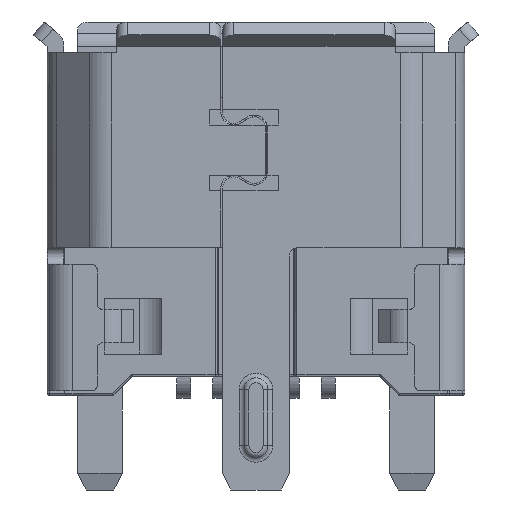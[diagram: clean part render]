
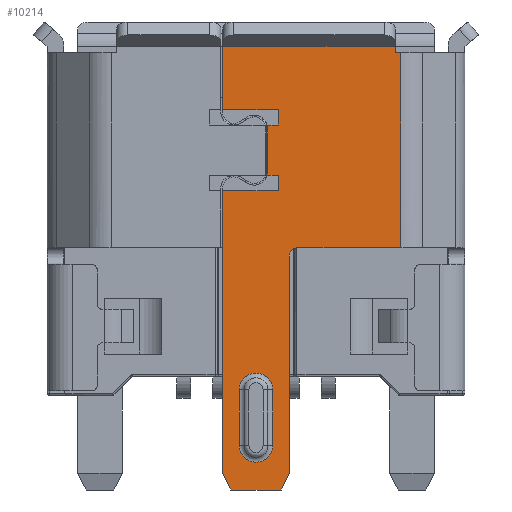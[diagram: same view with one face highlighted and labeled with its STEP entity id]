
A CAD part, front view. The second image highlights one B-rep face of the part: STEP entity #10214.
In plain terms, the highlighted planar face has unit normal (0, -1, 0).
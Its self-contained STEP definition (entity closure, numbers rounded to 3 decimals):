
#38=FACE_BOUND('',#1553,.T.);
#531=PLANE('',#11102);
#993=FACE_OUTER_BOUND('',#1552,.T.);
#1552=EDGE_LOOP('',(#8660,#8661,#8662,#8663,#8664,#8665,#8666,#8667,#8668,
#8669,#8670,#8671,#8672,#8673,#8674,#8675,#8676,#8677,#8678,#8679,#8680));
#1553=EDGE_LOOP('',(#8681,#8682,#8683,#8684));
#1765=LINE('',#14432,#2794);
#1780=LINE('',#14471,#2809);
#2519=LINE('',#16859,#3548);
#2521=LINE('',#16863,#3550);
#2529=LINE('',#16878,#3558);
#2530=LINE('',#16880,#3559);
#2531=LINE('',#16882,#3560);
#2532=LINE('',#16883,#3561);
#2533=LINE('',#16884,#3562);
#2534=LINE('',#16886,#3563);
#2535=LINE('',#16888,#3564);
#2536=LINE('',#16890,#3565);
#2537=LINE('',#16894,#3566);
#2538=LINE('',#16898,#3567);
#2539=LINE('',#16900,#3568);
#2540=LINE('',#16902,#3569);
#2541=LINE('',#16904,#3570);
#2542=LINE('',#16905,#3571);
#2543=LINE('',#16908,#3572);
#2544=LINE('',#16912,#3573);
#2794=VECTOR('',#11436,1.141);
#2809=VECTOR('',#11467,0.119);
#3548=VECTOR('',#13512,0.335);
#3550=VECTOR('',#13516,0.9);
#3558=VECTOR('',#13530,3.9);
#3559=VECTOR('',#13531,1.846);
#3560=VECTOR('',#13532,3.5);
#3561=VECTOR('',#13533,0.096);
#3562=VECTOR('',#13534,3.1);
#3563=VECTOR('',#13535,1.);
#3564=VECTOR('',#13536,0.277);
#3565=VECTOR('',#13537,0.206);
#3566=VECTOR('',#13540,0.796);
#3567=VECTOR('',#13543,0.206);
#3568=VECTOR('',#13544,0.277);
#3569=VECTOR('',#13545,1.);
#3570=VECTOR('',#13546,5.072);
#3571=VECTOR('',#13547,0.335);
#3572=VECTOR('',#13548,1.);
#3573=VECTOR('',#13551,1.);
#3991=CIRCLE('',#10762,0.15);
#4125=CIRCLE('',#11103,0.23);
#4126=CIRCLE('',#11104,0.23);
#4127=CIRCLE('',#11105,0.3);
#4128=CIRCLE('',#11106,0.3);
#4239=VERTEX_POINT('',#14429);
#4240=VERTEX_POINT('',#14431);
#4255=VERTEX_POINT('',#14468);
#4256=VERTEX_POINT('',#14470);
#4573=VERTEX_POINT('',#15487);
#4574=VERTEX_POINT('',#15489);
#5007=VERTEX_POINT('',#16856);
#5008=VERTEX_POINT('',#16858);
#5009=VERTEX_POINT('',#16862);
#5014=VERTEX_POINT('',#16879);
#5015=VERTEX_POINT('',#16881);
#5016=VERTEX_POINT('',#16885);
#5017=VERTEX_POINT('',#16887);
#5018=VERTEX_POINT('',#16889);
#5019=VERTEX_POINT('',#16891);
#5020=VERTEX_POINT('',#16893);
#5021=VERTEX_POINT('',#16895);
#5022=VERTEX_POINT('',#16897);
#5023=VERTEX_POINT('',#16899);
#5024=VERTEX_POINT('',#16901);
#5025=VERTEX_POINT('',#16903);
#5026=VERTEX_POINT('',#16906);
#5027=VERTEX_POINT('',#16907);
#5028=VERTEX_POINT('',#16909);
#5029=VERTEX_POINT('',#16911);
#5194=EDGE_CURVE('',#4240,#4239,#1765,.T.);
#5213=EDGE_CURVE('',#4256,#4255,#1780,.T.);
#5685=EDGE_CURVE('',#4574,#4573,#3991,.T.);
#6300=EDGE_CURVE('',#5008,#5007,#2519,.T.);
#6302=EDGE_CURVE('',#5008,#5009,#2521,.T.);
#6310=EDGE_CURVE('',#5007,#4574,#2529,.T.);
#6311=EDGE_CURVE('',#4573,#5014,#2530,.T.);
#6312=EDGE_CURVE('',#5015,#5014,#2531,.T.);
#6313=EDGE_CURVE('',#4256,#5015,#2532,.T.);
#6314=EDGE_CURVE('',#4255,#4240,#2533,.T.);
#6315=EDGE_CURVE('',#4239,#5016,#2534,.T.);
#6316=EDGE_CURVE('',#5016,#5017,#2535,.T.);
#6317=EDGE_CURVE('',#5017,#5018,#2536,.T.);
#6318=EDGE_CURVE('',#5018,#5019,#4125,.T.);
#6319=EDGE_CURVE('',#5019,#5020,#2537,.T.);
#6320=EDGE_CURVE('',#5020,#5021,#4126,.T.);
#6321=EDGE_CURVE('',#5021,#5022,#2538,.T.);
#6322=EDGE_CURVE('',#5022,#5023,#2539,.T.);
#6323=EDGE_CURVE('',#5023,#5024,#2540,.T.);
#6324=EDGE_CURVE('',#5025,#5024,#2541,.T.);
#6325=EDGE_CURVE('',#5025,#5009,#2542,.T.);
#6326=EDGE_CURVE('',#5026,#5027,#2543,.T.);
#6327=EDGE_CURVE('',#5026,#5028,#4127,.T.);
#6328=EDGE_CURVE('',#5029,#5028,#2544,.T.);
#6329=EDGE_CURVE('',#5029,#5027,#4128,.T.);
#8660=ORIENTED_EDGE('',*,*,#6302,.F.);
#8661=ORIENTED_EDGE('',*,*,#6300,.T.);
#8662=ORIENTED_EDGE('',*,*,#6310,.T.);
#8663=ORIENTED_EDGE('',*,*,#5685,.T.);
#8664=ORIENTED_EDGE('',*,*,#6311,.T.);
#8665=ORIENTED_EDGE('',*,*,#6312,.F.);
#8666=ORIENTED_EDGE('',*,*,#6313,.F.);
#8667=ORIENTED_EDGE('',*,*,#5213,.T.);
#8668=ORIENTED_EDGE('',*,*,#6314,.T.);
#8669=ORIENTED_EDGE('',*,*,#5194,.T.);
#8670=ORIENTED_EDGE('',*,*,#6315,.T.);
#8671=ORIENTED_EDGE('',*,*,#6316,.T.);
#8672=ORIENTED_EDGE('',*,*,#6317,.T.);
#8673=ORIENTED_EDGE('',*,*,#6318,.T.);
#8674=ORIENTED_EDGE('',*,*,#6319,.T.);
#8675=ORIENTED_EDGE('',*,*,#6320,.T.);
#8676=ORIENTED_EDGE('',*,*,#6321,.T.);
#8677=ORIENTED_EDGE('',*,*,#6322,.T.);
#8678=ORIENTED_EDGE('',*,*,#6323,.T.);
#8679=ORIENTED_EDGE('',*,*,#6324,.F.);
#8680=ORIENTED_EDGE('',*,*,#6325,.T.);
#8681=ORIENTED_EDGE('',*,*,#6326,.F.);
#8682=ORIENTED_EDGE('',*,*,#6327,.T.);
#8683=ORIENTED_EDGE('',*,*,#6328,.F.);
#8684=ORIENTED_EDGE('',*,*,#6329,.T.);
#10214=ADVANCED_FACE('',(#993,#38),#531,.T.);
#10762=AXIS2_PLACEMENT_3D('',#15490,#12386,#12387);
#11102=AXIS2_PLACEMENT_3D('',#16877,#13528,#13529);
#11103=AXIS2_PLACEMENT_3D('',#16892,#13538,#13539);
#11104=AXIS2_PLACEMENT_3D('',#16896,#13541,#13542);
#11105=AXIS2_PLACEMENT_3D('',#16910,#13549,#13550);
#11106=AXIS2_PLACEMENT_3D('',#16913,#13552,#13553);
#11436=DIRECTION('',(0.,0.,-1.));
#11467=DIRECTION('',(0.,0.,1.));
#12386=DIRECTION('center_axis',(0.,1.,0.));
#12387=DIRECTION('ref_axis',(-1.,0.,0.));
#13512=DIRECTION('',(0.447,0.,0.894));
#13516=DIRECTION('',(-1.,0.,0.));
#13528=DIRECTION('center_axis',(0.,-1.,0.));
#13529=DIRECTION('ref_axis',(1.,0.,0.));
#13530=DIRECTION('',(0.,0.,1.));
#13531=DIRECTION('',(1.,0.,0.));
#13532=DIRECTION('',(0.,0.,-1.));
#13533=DIRECTION('',(1.,0.,0.));
#13534=DIRECTION('',(-1.,0.,0.));
#13535=DIRECTION('',(1.,0.,0.));
#13536=DIRECTION('',(0.,0.,-1.));
#13537=DIRECTION('',(-1.,0.,0.));
#13538=DIRECTION('center_axis',(0.,1.,0.));
#13539=DIRECTION('ref_axis',(0.973,0.,0.23));
#13540=DIRECTION('',(0.,0.,-1.));
#13541=DIRECTION('center_axis',(0.,1.,0.));
#13542=DIRECTION('ref_axis',(1.,0.,0.));
#13543=DIRECTION('',(1.,0.,0.));
#13544=DIRECTION('',(0.,0.,-1.));
#13545=DIRECTION('',(-1.,0.,0.));
#13546=DIRECTION('',(0.,0.,1.));
#13547=DIRECTION('',(0.447,0.,-0.894));
#13548=DIRECTION('',(0.,0.,1.));
#13549=DIRECTION('center_axis',(0.,1.,0.));
#13550=DIRECTION('ref_axis',(1.,0.,0.));
#13551=DIRECTION('',(0.,0.,-1.));
#13552=DIRECTION('center_axis',(0.,1.,0.));
#13553=DIRECTION('ref_axis',(-1.,0.,0.));
#14429=CARTESIAN_POINT('',(-0.6,-2.3,5.178));
#14431=CARTESIAN_POINT('',(-0.6,-2.3,6.319));
#14432=CARTESIAN_POINT('',(-0.6,-2.3,6.319));
#14468=CARTESIAN_POINT('',(2.5,-2.3,6.319));
#14470=CARTESIAN_POINT('',(2.5,-2.3,6.2));
#14471=CARTESIAN_POINT('',(2.5,-2.3,6.2));
#15487=CARTESIAN_POINT('',(0.75,-2.3,2.7));
#15489=CARTESIAN_POINT('',(0.6,-2.3,2.55));
#15490=CARTESIAN_POINT('Origin',(0.75,-2.3,2.55));
#16856=CARTESIAN_POINT('',(0.6,-2.3,-1.35));
#16858=CARTESIAN_POINT('',(0.45,-2.3,-1.65));
#16859=CARTESIAN_POINT('',(0.45,-2.3,-1.65));
#16862=CARTESIAN_POINT('',(-0.45,-2.3,-1.65));
#16863=CARTESIAN_POINT('',(0.45,-2.3,-1.65));
#16877=CARTESIAN_POINT('Origin',(-1.998,-2.3,3.65));
#16878=CARTESIAN_POINT('',(0.6,-2.3,-1.35));
#16879=CARTESIAN_POINT('',(2.596,-2.3,2.7));
#16880=CARTESIAN_POINT('',(0.75,-2.3,2.7));
#16881=CARTESIAN_POINT('',(2.596,-2.3,6.2));
#16882=CARTESIAN_POINT('',(2.596,-2.3,6.2));
#16883=CARTESIAN_POINT('',(2.5,-2.3,6.2));
#16884=CARTESIAN_POINT('',(2.5,-2.3,6.319));
#16885=CARTESIAN_POINT('',(0.4,-2.3,5.178));
#16886=CARTESIAN_POINT('',(-0.6,-2.3,5.178));
#16887=CARTESIAN_POINT('',(0.4,-2.3,4.901));
#16888=CARTESIAN_POINT('',(0.4,-2.3,5.178));
#16889=CARTESIAN_POINT('',(0.194,-2.3,4.901));
#16890=CARTESIAN_POINT('',(0.4,-2.3,4.901));
#16891=CARTESIAN_POINT('',(0.2,-2.3,4.848));
#16892=CARTESIAN_POINT('Origin',(-0.03,-2.3,4.848));
#16893=CARTESIAN_POINT('',(0.2,-2.3,4.052));
#16894=CARTESIAN_POINT('',(0.2,-2.3,4.848));
#16895=CARTESIAN_POINT('',(0.194,-2.3,3.999));
#16896=CARTESIAN_POINT('Origin',(-0.03,-2.3,4.052));
#16897=CARTESIAN_POINT('',(0.4,-2.3,3.999));
#16898=CARTESIAN_POINT('',(0.194,-2.3,3.999));
#16899=CARTESIAN_POINT('',(0.4,-2.3,3.722));
#16900=CARTESIAN_POINT('',(0.4,-2.3,3.999));
#16901=CARTESIAN_POINT('',(-0.6,-2.3,3.722));
#16902=CARTESIAN_POINT('',(0.4,-2.3,3.722));
#16903=CARTESIAN_POINT('',(-0.6,-2.3,-1.35));
#16904=CARTESIAN_POINT('',(-0.6,-2.3,-1.35));
#16905=CARTESIAN_POINT('',(-0.6,-2.3,-1.35));
#16906=CARTESIAN_POINT('',(0.3,-2.3,-0.85));
#16907=CARTESIAN_POINT('',(0.3,-2.3,0.15));
#16908=CARTESIAN_POINT('',(0.3,-2.3,-0.85));
#16909=CARTESIAN_POINT('',(-0.3,-2.3,-0.85));
#16910=CARTESIAN_POINT('Origin',(0.,-2.3,-0.85));
#16911=CARTESIAN_POINT('',(-0.3,-2.3,0.15));
#16912=CARTESIAN_POINT('',(-0.3,-2.3,0.15));
#16913=CARTESIAN_POINT('Origin',(0.,-2.3,0.15));
